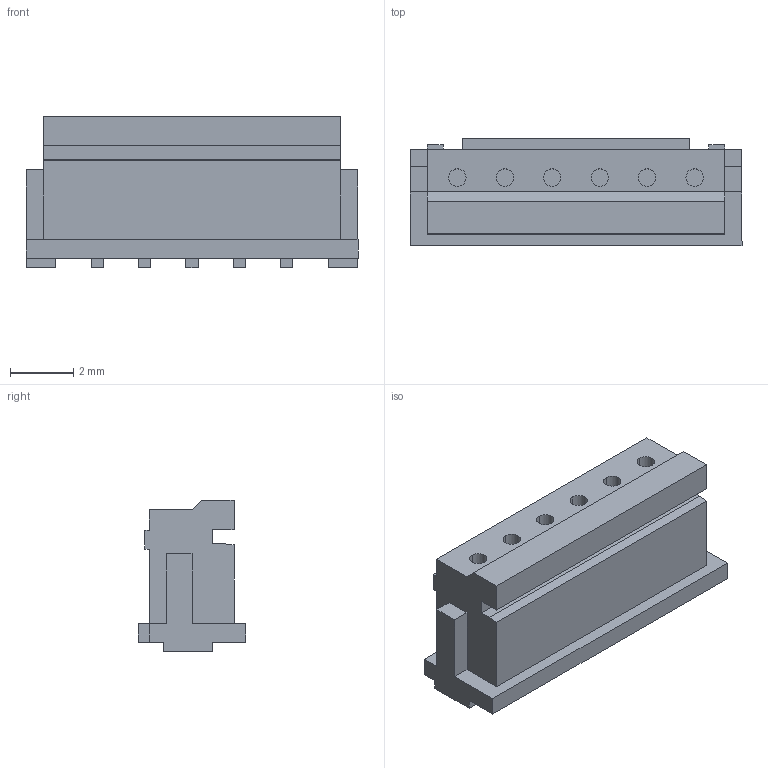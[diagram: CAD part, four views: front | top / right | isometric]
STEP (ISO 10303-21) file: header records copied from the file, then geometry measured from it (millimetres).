
FILE_DESCRIPTION (( 'STEP AP214' ), '1' );
FILE_NAME ('ZHR-6.STEP', '2012-02-07T01:45:16', ( ' ' ), ( ' ' ), 'SwSTEP 2.0', 'SolidWorks 2005235', '' );
FILE_SCHEMA (( 'AUTOMOTIVE_DESIGN' ));
Length unit declared in the file: millimetre
Products named in the file (1): ZHR-6
Bounding box: 10.5 x 3.4 x 4.8 mm (x, y, z)
Volume: 111.9 mm3; surface area: 217.3 mm2
Topology: 1 solids, 1 shells, 107 faces, 273 edges, 174 vertices
Faces by surface type: plane 95, cylinder 12
Entity records: 4359 total; most frequent: CARTESIAN_POINT 555, ORIENTED_EDGE 546, DIRECTION 513, EDGE_CURVE 273, VECTOR 249, LINE 249, VERTEX_POINT 174, AXIS2_PLACEMENT_3D 132
